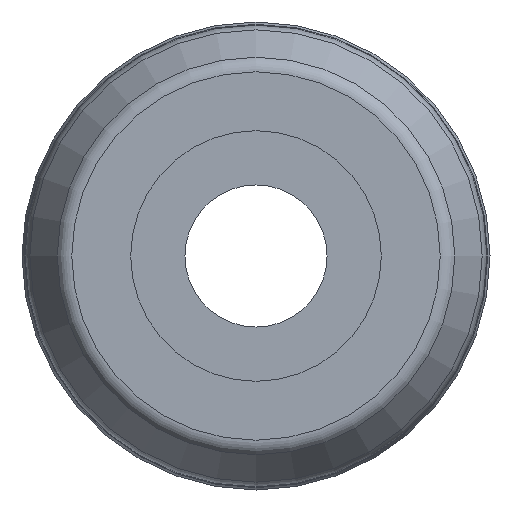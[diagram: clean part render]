
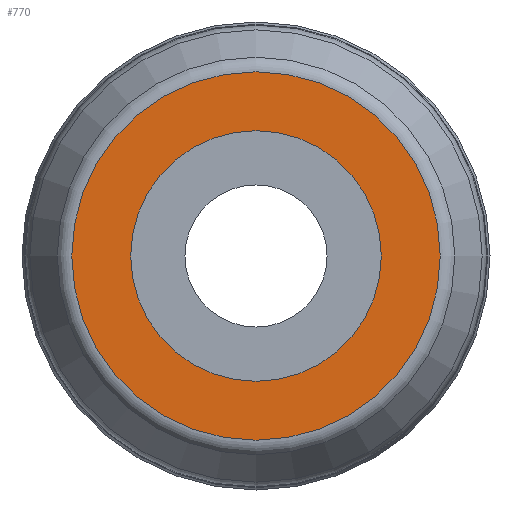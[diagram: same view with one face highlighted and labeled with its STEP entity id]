
A CAD part, front view. The second image highlights one B-rep face of the part: STEP entity #770.
In plain terms, the highlighted planar face has unit normal (0, -1, 0).
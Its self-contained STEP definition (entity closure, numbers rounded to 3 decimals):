
#3 = CIRCLE ( 'NONE', #664, 7.5 ) ;
#61 = FACE_OUTER_BOUND ( 'NONE', #131, .T. ) ;
#81 = EDGE_CURVE ( 'NONE', #206, #206, #750, .T. ) ;
#128 = DIRECTION ( 'NONE',  ( 0., 1., 0. ) ) ;
#131 = EDGE_LOOP ( 'NONE', ( #604 ) ) ;
#189 = CARTESIAN_POINT ( 'NONE',  ( 11.023, -7., 0. ) ) ;
#206 = VERTEX_POINT ( 'NONE', #421 ) ;
#267 = DIRECTION ( 'NONE',  ( 0., 0., -1. ) ) ;
#301 = FACE_BOUND ( 'NONE', #417, .T. ) ;
#323 = AXIS2_PLACEMENT_3D ( 'NONE', #189, #724, #267 ) ;
#344 = CARTESIAN_POINT ( 'NONE',  ( 0., -7., -7.5 ) ) ;
#400 = ORIENTED_EDGE ( 'NONE', *, *, #414, .F. ) ;
#414 = EDGE_CURVE ( 'NONE', #569, #569, #3, .T. ) ;
#417 = EDGE_LOOP ( 'NONE', ( #400 ) ) ;
#421 = CARTESIAN_POINT ( 'NONE',  ( 0., -7., 11.023 ) ) ;
#422 = DIRECTION ( 'NONE',  ( 0., 0., -1. ) ) ;
#442 = CARTESIAN_POINT ( 'NONE',  ( 0., -7., 0. ) ) ;
#502 = PLANE ( 'NONE',  #323 ) ;
#569 = VERTEX_POINT ( 'NONE', #344 ) ;
#585 = AXIS2_PLACEMENT_3D ( 'NONE', #442, #128, #657 ) ;
#604 = ORIENTED_EDGE ( 'NONE', *, *, #81, .F. ) ;
#657 = DIRECTION ( 'NONE',  ( 0., 0., 1. ) ) ;
#664 = AXIS2_PLACEMENT_3D ( 'NONE', #716, #793, #422 ) ;
#716 = CARTESIAN_POINT ( 'NONE',  ( 0., -7., 0. ) ) ;
#724 = DIRECTION ( 'NONE',  ( 0., -1., 0. ) ) ;
#750 = CIRCLE ( 'NONE', #585, 11.023 ) ;
#770 = ADVANCED_FACE ( 'NONE', ( #301, #61 ), #502, .T. ) ;
#793 = DIRECTION ( 'NONE',  ( 0., -1., 0. ) ) ;
